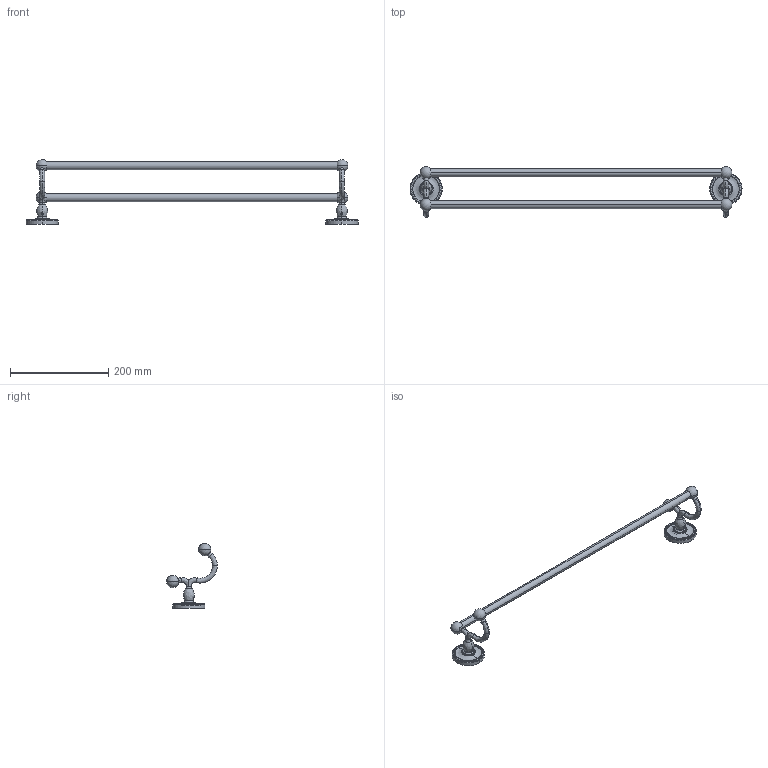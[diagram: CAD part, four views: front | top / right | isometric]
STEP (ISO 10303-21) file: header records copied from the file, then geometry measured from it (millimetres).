
FILE_DESCRIPTION((''),'2;1');
FILE_NAME('1522-24_ASM','2011-01-19T',('project'),(''),'PRO/ENGINEER BY PARAMETRIC TECHNOLOGY CORPORATION, 2009300','PRO/ENGINEER BY PARAMETRIC TECHNOLOGY CORPORATION, 2009300','');
FILE_SCHEMA(('CONFIG_CONTROL_DESIGN'));
Length unit declared in the file: inch
Products named in the file (3): 1122-24; 1500C; 1522-24_ASM
Assembly tree (3 placements, depth 2):
  1522-24_ASM
    1122-24
    1500C  x2
Bounding box: 675.38 x 103 x 131.91 mm (x, y, z)
Volume: 64988.3 mm3; surface area: 162720.9 mm2
Topology: 4 solids, 8 shells, 394 faces, 1292 edges, 758 vertices
Faces by surface type: bspline 172, sphere 84, cylinder 68, torus 36, plane 30, cone 4
Entity records: 11553 total; most frequent: CARTESIAN_POINT 5133, DIRECTION 1404, ORIENTED_EDGE 1376, EDGE_CURVE 694, AXIS2_PLACEMENT_3D 671, CIRCLE 506, VERTEX_POINT 460, EDGE_LOOP 274
